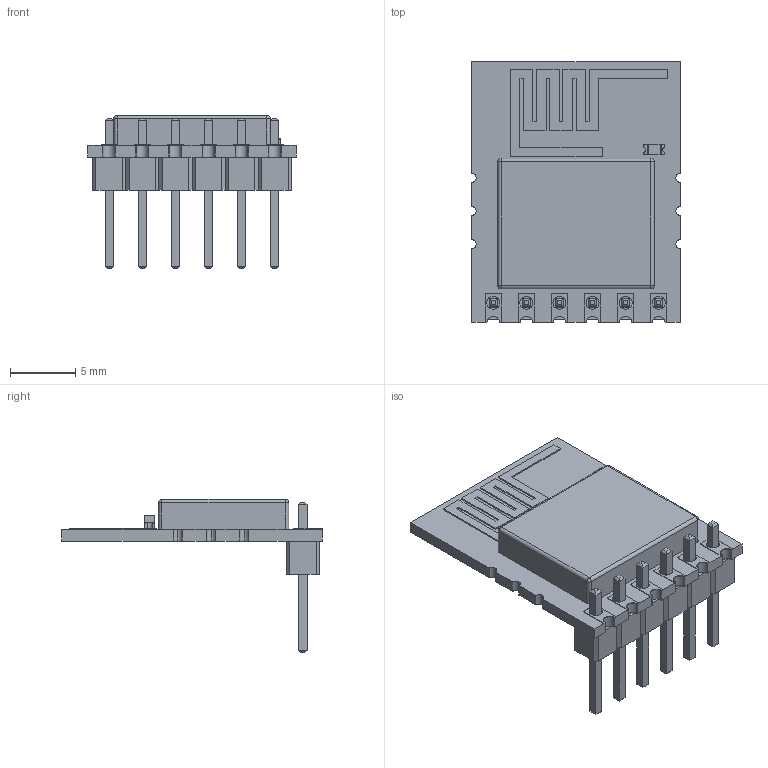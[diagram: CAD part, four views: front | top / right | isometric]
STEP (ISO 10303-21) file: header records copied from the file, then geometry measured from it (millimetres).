
FILE_DESCRIPTION(('FreeCAD Model'),'2;1');
FILE_NAME('Open CASCADE Shape Model','2023-07-06T21:20:50',( 'kicad StepUp'),('ksu MCAD'),'Open CASCADE STEP processor 7.6', 'FreeCAD','Unknown');
FILE_SCHEMA(('AUTOMOTIVE_DESIGN { 1 0 10303 214 1 1 1 1 }'));
Length unit declared in the file: millimetre
Products named in the file (1): ESP-M3_THT
Bounding box: 16 x 20 x 11.74 mm (x, y, z)
Volume: 679.1 mm3; surface area: 1474.6 mm2
Topology: 11 solids, 11 shells, 361 faces, 894 edges, 564 vertices
Faces by surface type: plane 290, cylinder 67, sphere 4
Full cylindrical faces by diameter (mm): 1 x12
Entity records: 13202 total; most frequent: CARTESIAN_POINT 1920, ORIENTED_EDGE 1780, DIRECTION 1726, EDGE_CURVE 890, LINE 762, VECTOR 762, VERTEX_POINT 564, AXIS2_PLACEMENT_3D 482
